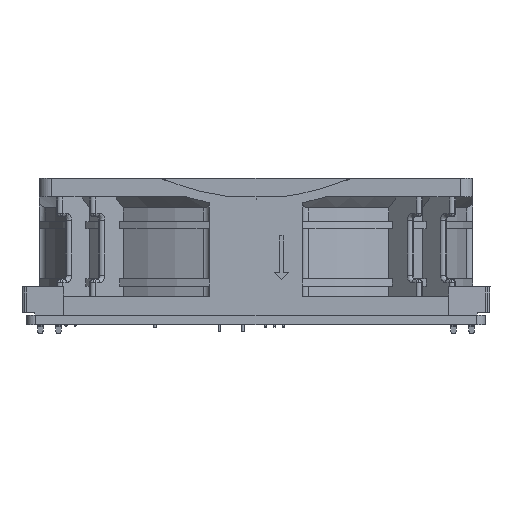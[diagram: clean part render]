
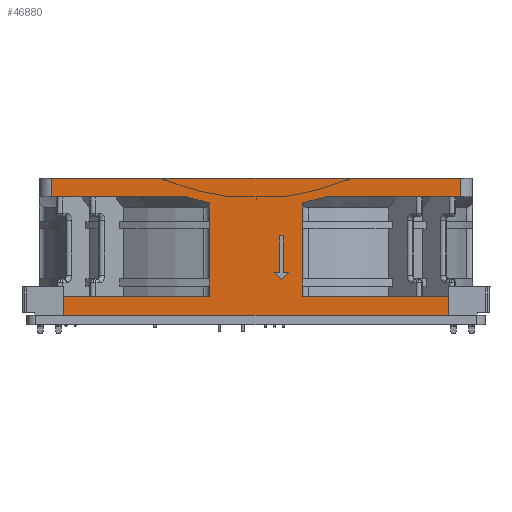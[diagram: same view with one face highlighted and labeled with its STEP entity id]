
A CAD part, left-side view. The second image highlights one B-rep face of the part: STEP entity #46880.
In plain terms, the highlighted face is planar.
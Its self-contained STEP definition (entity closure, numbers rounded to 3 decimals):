
#46401 = VERTEX_POINT('',#46402);
#46402 = CARTESIAN_POINT('',(60.,-56.5,5.2));
#46409 = EDGE_CURVE('',#46401,#46410,#46412,.T.);
#46410 = VERTEX_POINT('',#46411);
#46411 = CARTESIAN_POINT('',(60.,-12.9,5.2));
#46412 = LINE('',#46413,#46414);
#46413 = CARTESIAN_POINT('',(60.,60.,5.2));
#46414 = VECTOR('',#46415,1.);
#46415 = DIRECTION('',(0.,1.,0.));
#46642 = EDGE_CURVE('',#46643,#46645,#46647,.T.);
#46643 = VERTEX_POINT('',#46644);
#46644 = CARTESIAN_POINT('',(60.,12.9,5.2));
#46645 = VERTEX_POINT('',#46646);
#46646 = CARTESIAN_POINT('',(60.,56.5,5.2));
#46647 = LINE('',#46648,#46649);
#46648 = CARTESIAN_POINT('',(60.,60.,5.2));
#46649 = VECTOR('',#46650,1.);
#46650 = DIRECTION('',(0.,1.,0.));
#46880 = ADVANCED_FACE('',(#46881,#46939),#47101,.F.);
#46881 = FACE_BOUND('',#46882,.T.);
#46882 = EDGE_LOOP('',(#46883,#46893,#46901,#46909,#46917,#46925,#46933)
  );
#46883 = ORIENTED_EDGE('',*,*,#46884,.F.);
#46884 = EDGE_CURVE('',#46885,#46887,#46889,.T.);
#46885 = VERTEX_POINT('',#46886);
#46886 = CARTESIAN_POINT('',(60.,6.52,22.));
#46887 = VERTEX_POINT('',#46888);
#46888 = CARTESIAN_POINT('',(60.,6.52,12.));
#46889 = LINE('',#46890,#46891);
#46890 = CARTESIAN_POINT('',(60.,6.52,12.));
#46891 = VECTOR('',#46892,1.);
#46892 = DIRECTION('',(0.,0.,-1.));
#46893 = ORIENTED_EDGE('',*,*,#46894,.F.);
#46894 = EDGE_CURVE('',#46895,#46885,#46897,.T.);
#46895 = VERTEX_POINT('',#46896);
#46896 = CARTESIAN_POINT('',(60.,7.52,22.));
#46897 = LINE('',#46898,#46899);
#46898 = CARTESIAN_POINT('',(60.,6.52,22.));
#46899 = VECTOR('',#46900,1.);
#46900 = DIRECTION('',(0.,-1.,0.));
#46901 = ORIENTED_EDGE('',*,*,#46902,.F.);
#46902 = EDGE_CURVE('',#46903,#46895,#46905,.T.);
#46903 = VERTEX_POINT('',#46904);
#46904 = CARTESIAN_POINT('',(60.,7.52,12.));
#46905 = LINE('',#46906,#46907);
#46906 = CARTESIAN_POINT('',(60.,7.52,22.));
#46907 = VECTOR('',#46908,1.);
#46908 = DIRECTION('',(0.,0.,1.));
#46909 = ORIENTED_EDGE('',*,*,#46910,.F.);
#46910 = EDGE_CURVE('',#46911,#46903,#46913,.T.);
#46911 = VERTEX_POINT('',#46912);
#46912 = CARTESIAN_POINT('',(60.,9.02,12.));
#46913 = LINE('',#46914,#46915);
#46914 = CARTESIAN_POINT('',(60.,7.52,12.));
#46915 = VECTOR('',#46916,1.);
#46916 = DIRECTION('',(0.,-1.,0.));
#46917 = ORIENTED_EDGE('',*,*,#46918,.F.);
#46918 = EDGE_CURVE('',#46919,#46911,#46921,.T.);
#46919 = VERTEX_POINT('',#46920);
#46920 = CARTESIAN_POINT('',(60.,7.02,10.));
#46921 = LINE('',#46922,#46923);
#46922 = CARTESIAN_POINT('',(60.,9.02,12.));
#46923 = VECTOR('',#46924,1.);
#46924 = DIRECTION('',(0.,0.707,0.707));
#46925 = ORIENTED_EDGE('',*,*,#46926,.F.);
#46926 = EDGE_CURVE('',#46927,#46919,#46929,.T.);
#46927 = VERTEX_POINT('',#46928);
#46928 = CARTESIAN_POINT('',(60.,5.02,12.));
#46929 = LINE('',#46930,#46931);
#46930 = CARTESIAN_POINT('',(60.,7.02,10.));
#46931 = VECTOR('',#46932,1.);
#46932 = DIRECTION('',(0.,0.707,-0.707));
#46933 = ORIENTED_EDGE('',*,*,#46934,.F.);
#46934 = EDGE_CURVE('',#46887,#46927,#46935,.T.);
#46935 = LINE('',#46936,#46937);
#46936 = CARTESIAN_POINT('',(60.,5.02,12.));
#46937 = VECTOR('',#46938,1.);
#46938 = DIRECTION('',(0.,-1.,0.));
#46939 = FACE_BOUND('',#46940,.T.);
#46940 = EDGE_LOOP('',(#46941,#46951,#46959,#46967,#46975,#46984,#46992,
    #47000,#47008,#47016,#47022,#47023,#47031,#47039,#47045,#47046,
    #47054,#47062,#47070,#47078,#47086,#47095));
#46941 = ORIENTED_EDGE('',*,*,#46942,.T.);
#46942 = EDGE_CURVE('',#46943,#46945,#46947,.T.);
#46943 = VERTEX_POINT('',#46944);
#46944 = CARTESIAN_POINT('',(60.,56.5,32.8));
#46945 = VERTEX_POINT('',#46946);
#46946 = CARTESIAN_POINT('',(60.,56.5,38.));
#46947 = LINE('',#46948,#46949);
#46948 = CARTESIAN_POINT('',(60.,56.5,5.2));
#46949 = VECTOR('',#46950,1.);
#46950 = DIRECTION('',(0.,0.,1.));
#46951 = ORIENTED_EDGE('',*,*,#46952,.F.);
#46952 = EDGE_CURVE('',#46953,#46945,#46955,.T.);
#46953 = VERTEX_POINT('',#46954);
#46954 = CARTESIAN_POINT('',(60.,-56.5,38.));
#46955 = LINE('',#46956,#46957);
#46956 = CARTESIAN_POINT('',(60.,60.,38.));
#46957 = VECTOR('',#46958,1.);
#46958 = DIRECTION('',(0.,1.,0.));
#46959 = ORIENTED_EDGE('',*,*,#46960,.T.);
#46960 = EDGE_CURVE('',#46953,#46961,#46963,.T.);
#46961 = VERTEX_POINT('',#46962);
#46962 = CARTESIAN_POINT('',(60.,-56.5,32.8));
#46963 = LINE('',#46964,#46965);
#46964 = CARTESIAN_POINT('',(60.,-56.5,5.2));
#46965 = VECTOR('',#46966,1.);
#46966 = DIRECTION('',(0.,0.,-1.));
#46967 = ORIENTED_EDGE('',*,*,#46968,.T.);
#46968 = EDGE_CURVE('',#46961,#46969,#46971,.T.);
#46969 = VERTEX_POINT('',#46970);
#46970 = CARTESIAN_POINT('',(60.,-19.209,32.8));
#46971 = LINE('',#46972,#46973);
#46972 = CARTESIAN_POINT('',(60.,60.,32.8));
#46973 = VECTOR('',#46974,1.);
#46974 = DIRECTION('',(0.,1.,0.));
#46975 = ORIENTED_EDGE('',*,*,#46976,.T.);
#46976 = EDGE_CURVE('',#46969,#46977,#46979,.T.);
#46977 = VERTEX_POINT('',#46978);
#46978 = CARTESIAN_POINT('',(60.,-12.9,31.171));
#46979 = B_SPLINE_CURVE_WITH_KNOTS('',3,(#46980,#46981,#46982,#46983),
  .UNSPECIFIED.,.F.,.F.,(4,4),(0.,0.007),
  .PIECEWISE_BEZIER_KNOTS.);
#46980 = CARTESIAN_POINT('',(60.,-19.209,32.8));
#46981 = CARTESIAN_POINT('',(60.,-17.13,32.166));
#46982 = CARTESIAN_POINT('',(60.,-15.028,31.618));
#46983 = CARTESIAN_POINT('',(60.,-12.9,31.171));
#46984 = ORIENTED_EDGE('',*,*,#46985,.T.);
#46985 = EDGE_CURVE('',#46977,#46986,#46988,.T.);
#46986 = VERTEX_POINT('',#46987);
#46987 = CARTESIAN_POINT('',(60.,-12.9,26.));
#46988 = LINE('',#46989,#46990);
#46989 = CARTESIAN_POINT('',(60.,-12.9,32.8));
#46990 = VECTOR('',#46991,1.);
#46991 = DIRECTION('',(0.,0.,-1.));
#46992 = ORIENTED_EDGE('',*,*,#46993,.F.);
#46993 = EDGE_CURVE('',#46994,#46986,#46996,.T.);
#46994 = VERTEX_POINT('',#46995);
#46995 = CARTESIAN_POINT('',(60.,-12.9,24.));
#46996 = LINE('',#46997,#46998);
#46997 = CARTESIAN_POINT('',(60.,-12.9,24.));
#46998 = VECTOR('',#46999,1.);
#46999 = DIRECTION('',(0.,0.,1.));
#47000 = ORIENTED_EDGE('',*,*,#47001,.T.);
#47001 = EDGE_CURVE('',#46994,#47002,#47004,.T.);
#47002 = VERTEX_POINT('',#47003);
#47003 = CARTESIAN_POINT('',(60.,-12.9,10.13));
#47004 = LINE('',#47005,#47006);
#47005 = CARTESIAN_POINT('',(60.,-12.9,32.8));
#47006 = VECTOR('',#47007,1.);
#47007 = DIRECTION('',(0.,0.,-1.));
#47008 = ORIENTED_EDGE('',*,*,#47009,.F.);
#47009 = EDGE_CURVE('',#47010,#47002,#47012,.T.);
#47010 = VERTEX_POINT('',#47011);
#47011 = CARTESIAN_POINT('',(60.,-12.9,8.13));
#47012 = LINE('',#47013,#47014);
#47013 = CARTESIAN_POINT('',(60.,-12.9,8.13));
#47014 = VECTOR('',#47015,1.);
#47015 = DIRECTION('',(0.,0.,1.));
#47016 = ORIENTED_EDGE('',*,*,#47017,.T.);
#47017 = EDGE_CURVE('',#47010,#46410,#47018,.T.);
#47018 = LINE('',#47019,#47020);
#47019 = CARTESIAN_POINT('',(60.,-12.9,32.8));
#47020 = VECTOR('',#47021,1.);
#47021 = DIRECTION('',(0.,0.,-1.));
#47022 = ORIENTED_EDGE('',*,*,#46409,.F.);
#47023 = ORIENTED_EDGE('',*,*,#47024,.T.);
#47024 = EDGE_CURVE('',#46401,#47025,#47027,.T.);
#47025 = VERTEX_POINT('',#47026);
#47026 = CARTESIAN_POINT('',(60.,-56.5,0.));
#47027 = LINE('',#47028,#47029);
#47028 = CARTESIAN_POINT('',(60.,-56.5,5.2));
#47029 = VECTOR('',#47030,1.);
#47030 = DIRECTION('',(0.,0.,-1.));
#47031 = ORIENTED_EDGE('',*,*,#47032,.T.);
#47032 = EDGE_CURVE('',#47025,#47033,#47035,.T.);
#47033 = VERTEX_POINT('',#47034);
#47034 = CARTESIAN_POINT('',(60.,56.5,0.));
#47035 = LINE('',#47036,#47037);
#47036 = CARTESIAN_POINT('',(60.,60.,0.));
#47037 = VECTOR('',#47038,1.);
#47038 = DIRECTION('',(0.,1.,0.));
#47039 = ORIENTED_EDGE('',*,*,#47040,.T.);
#47040 = EDGE_CURVE('',#47033,#46645,#47041,.T.);
#47041 = LINE('',#47042,#47043);
#47042 = CARTESIAN_POINT('',(60.,56.5,5.2));
#47043 = VECTOR('',#47044,1.);
#47044 = DIRECTION('',(0.,0.,1.));
#47045 = ORIENTED_EDGE('',*,*,#46642,.F.);
#47046 = ORIENTED_EDGE('',*,*,#47047,.F.);
#47047 = EDGE_CURVE('',#47048,#46643,#47050,.T.);
#47048 = VERTEX_POINT('',#47049);
#47049 = CARTESIAN_POINT('',(60.,12.9,8.13));
#47050 = LINE('',#47051,#47052);
#47051 = CARTESIAN_POINT('',(60.,12.9,32.8));
#47052 = VECTOR('',#47053,1.);
#47053 = DIRECTION('',(0.,0.,-1.));
#47054 = ORIENTED_EDGE('',*,*,#47055,.T.);
#47055 = EDGE_CURVE('',#47048,#47056,#47058,.T.);
#47056 = VERTEX_POINT('',#47057);
#47057 = CARTESIAN_POINT('',(60.,12.9,10.13));
#47058 = LINE('',#47059,#47060);
#47059 = CARTESIAN_POINT('',(60.,12.9,8.13));
#47060 = VECTOR('',#47061,1.);
#47061 = DIRECTION('',(0.,0.,1.));
#47062 = ORIENTED_EDGE('',*,*,#47063,.F.);
#47063 = EDGE_CURVE('',#47064,#47056,#47066,.T.);
#47064 = VERTEX_POINT('',#47065);
#47065 = CARTESIAN_POINT('',(60.,12.9,24.));
#47066 = LINE('',#47067,#47068);
#47067 = CARTESIAN_POINT('',(60.,12.9,32.8));
#47068 = VECTOR('',#47069,1.);
#47069 = DIRECTION('',(0.,0.,-1.));
#47070 = ORIENTED_EDGE('',*,*,#47071,.T.);
#47071 = EDGE_CURVE('',#47064,#47072,#47074,.T.);
#47072 = VERTEX_POINT('',#47073);
#47073 = CARTESIAN_POINT('',(60.,12.9,26.));
#47074 = LINE('',#47075,#47076);
#47075 = CARTESIAN_POINT('',(60.,12.9,24.));
#47076 = VECTOR('',#47077,1.);
#47077 = DIRECTION('',(0.,0.,1.));
#47078 = ORIENTED_EDGE('',*,*,#47079,.F.);
#47079 = EDGE_CURVE('',#47080,#47072,#47082,.T.);
#47080 = VERTEX_POINT('',#47081);
#47081 = CARTESIAN_POINT('',(60.,12.9,31.171));
#47082 = LINE('',#47083,#47084);
#47083 = CARTESIAN_POINT('',(60.,12.9,32.8));
#47084 = VECTOR('',#47085,1.);
#47085 = DIRECTION('',(0.,0.,-1.));
#47086 = ORIENTED_EDGE('',*,*,#47087,.T.);
#47087 = EDGE_CURVE('',#47080,#47088,#47090,.T.);
#47088 = VERTEX_POINT('',#47089);
#47089 = CARTESIAN_POINT('',(60.,19.209,32.8));
#47090 = B_SPLINE_CURVE_WITH_KNOTS('',3,(#47091,#47092,#47093,#47094),
  .UNSPECIFIED.,.F.,.F.,(4,4),(0.,0.007),
  .PIECEWISE_BEZIER_KNOTS.);
#47091 = CARTESIAN_POINT('',(60.,12.9,31.171));
#47092 = CARTESIAN_POINT('',(60.,15.028,31.618));
#47093 = CARTESIAN_POINT('',(60.,17.13,32.166));
#47094 = CARTESIAN_POINT('',(60.,19.209,32.8));
#47095 = ORIENTED_EDGE('',*,*,#47096,.T.);
#47096 = EDGE_CURVE('',#47088,#46943,#47097,.T.);
#47097 = LINE('',#47098,#47099);
#47098 = CARTESIAN_POINT('',(60.,60.,32.8));
#47099 = VECTOR('',#47100,1.);
#47100 = DIRECTION('',(0.,1.,0.));
#47101 = PLANE('',#47102);
#47102 = AXIS2_PLACEMENT_3D('',#47103,#47104,#47105);
#47103 = CARTESIAN_POINT('',(60.,60.,5.2));
#47104 = DIRECTION('',(-1.,0.,0.));
#47105 = DIRECTION('',(0.,0.,1.));
